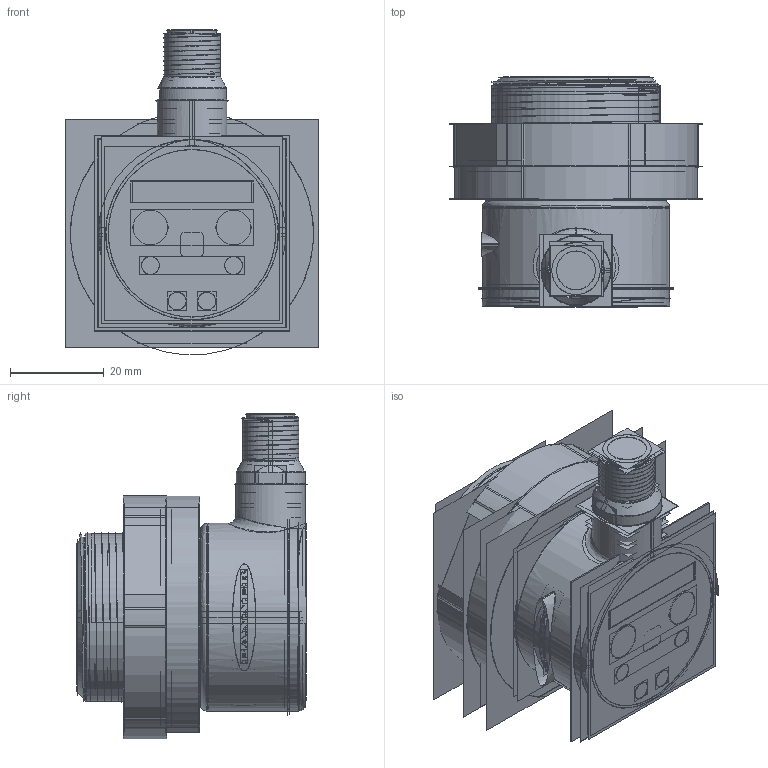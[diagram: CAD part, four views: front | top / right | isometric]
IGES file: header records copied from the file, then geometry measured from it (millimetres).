
Start section:  PTC IGES file: 188684.igs
Global section: file name: 188684.igs; native system: Creo Parametric by Parametric Technology Corporation; preprocessor: 2013230; author: pdmadmin; organization: Unknown; date: 20160114.101020; units: millimetre
Bounding box: 54.12 x 49.2 x 69.6 mm (x, y, z)
Volume: 36296.4 mm3; surface area: 356956.9 mm2
Topology: 10 solids, 11 shells, 1542 faces, 8007 edges, 10242 vertices
Faces by surface type: revolution 934, bspline 604, extrusion 4
